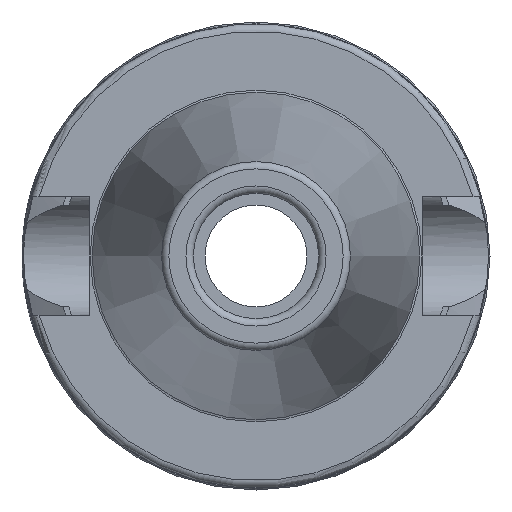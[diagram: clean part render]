
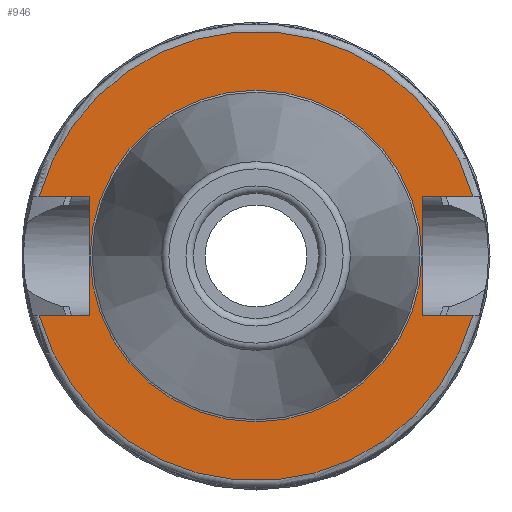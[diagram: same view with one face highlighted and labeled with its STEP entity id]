
A CAD part, left-side view. The second image highlights one B-rep face of the part: STEP entity #946.
In plain terms, the highlighted planar face has unit normal (-1, 0, 0).
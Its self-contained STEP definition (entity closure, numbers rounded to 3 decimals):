
#72=LINE('',#1999,#120);
#76=LINE('',#2007,#124);
#79=LINE('',#2027,#127);
#89=LINE('',#2107,#137);
#92=LINE('',#2128,#140);
#94=LINE('',#2131,#142);
#120=VECTOR('',#1211,10.);
#124=VECTOR('',#1217,10.);
#127=VECTOR('',#1222,10.);
#137=VECTOR('',#1266,10.);
#140=VECTOR('',#1271,10.);
#142=VECTOR('',#1275,10.);
#176=FACE_BOUND('',#314,.T.);
#193=PLANE('',#1085);
#248=FACE_OUTER_BOUND('',#313,.T.);
#313=EDGE_LOOP('',(#873,#874,#875,#876,#877,#878,#879,#880));
#314=EDGE_LOOP('',(#881));
#352=CIRCLE('',#1037,30.5);
#356=CIRCLE('',#1047,30.5);
#377=CIRCLE('',#1084,22.5);
#426=VERTEX_POINT('',#1987);
#427=VERTEX_POINT('',#1998);
#429=VERTEX_POINT('',#2004);
#430=VERTEX_POINT('',#2006);
#441=VERTEX_POINT('',#2067);
#448=VERTEX_POINT('',#2104);
#449=VERTEX_POINT('',#2106);
#453=VERTEX_POINT('',#2127);
#467=VERTEX_POINT('',#2191);
#535=EDGE_CURVE('',#427,#426,#72,.T.);
#539=EDGE_CURVE('',#430,#429,#76,.T.);
#544=EDGE_CURVE('',#429,#427,#79,.T.);
#558=EDGE_CURVE('',#430,#441,#352,.T.);
#568=EDGE_CURVE('',#449,#448,#89,.T.);
#573=EDGE_CURVE('',#453,#441,#92,.T.);
#575=EDGE_CURVE('',#448,#453,#94,.T.);
#578=EDGE_CURVE('',#449,#426,#356,.T.);
#605=EDGE_CURVE('',#467,#467,#377,.T.);
#873=ORIENTED_EDGE('',*,*,#535,.T.);
#874=ORIENTED_EDGE('',*,*,#578,.F.);
#875=ORIENTED_EDGE('',*,*,#568,.T.);
#876=ORIENTED_EDGE('',*,*,#575,.T.);
#877=ORIENTED_EDGE('',*,*,#573,.T.);
#878=ORIENTED_EDGE('',*,*,#558,.F.);
#879=ORIENTED_EDGE('',*,*,#539,.T.);
#880=ORIENTED_EDGE('',*,*,#544,.T.);
#881=ORIENTED_EDGE('',*,*,#605,.T.);
#946=ADVANCED_FACE('',(#248,#176),#193,.T.);
#1037=AXIS2_PLACEMENT_3D('',#2068,#1253,#1254);
#1047=AXIS2_PLACEMENT_3D('',#2136,#1284,#1285);
#1084=AXIS2_PLACEMENT_3D('',#2193,#1364,#1365);
#1085=AXIS2_PLACEMENT_3D('',#2194,#1366,#1367);
#1211=DIRECTION('',(0.,-1.,0.));
#1217=DIRECTION('',(0.,1.,0.));
#1222=DIRECTION('',(0.,0.,1.));
#1253=DIRECTION('center_axis',(1.,0.,0.));
#1254=DIRECTION('ref_axis',(0.,0.,-1.));
#1266=DIRECTION('',(0.,-1.,0.));
#1271=DIRECTION('',(0.,1.,0.));
#1275=DIRECTION('',(0.,0.,-1.));
#1284=DIRECTION('center_axis',(1.,0.,0.));
#1285=DIRECTION('ref_axis',(0.,0.,-1.));
#1364=DIRECTION('center_axis',(1.,0.,0.));
#1365=DIRECTION('ref_axis',(0.,0.,-1.));
#1366=DIRECTION('center_axis',(-1.,0.,0.));
#1367=DIRECTION('ref_axis',(0.,0.,1.));
#1987=CARTESIAN_POINT('',(2.,-29.418,8.05));
#1998=CARTESIAN_POINT('',(2.,-22.6,8.05));
#1999=CARTESIAN_POINT('',(2.,3.95,8.05));
#2004=CARTESIAN_POINT('',(2.,-22.6,-8.05));
#2006=CARTESIAN_POINT('',(2.,-29.418,-8.05));
#2007=CARTESIAN_POINT('',(2.,3.95,-8.05));
#2027=CARTESIAN_POINT('',(2.,-22.6,0.));
#2067=CARTESIAN_POINT('',(2.,29.418,-8.05));
#2068=CARTESIAN_POINT('Origin',(2.,0.,0.));
#2104=CARTESIAN_POINT('',(2.,22.6,8.05));
#2106=CARTESIAN_POINT('',(2.,29.418,8.05));
#2107=CARTESIAN_POINT('',(2.,26.55,8.05));
#2127=CARTESIAN_POINT('',(2.,22.6,-8.05));
#2128=CARTESIAN_POINT('',(2.,26.55,-8.05));
#2131=CARTESIAN_POINT('',(2.,22.6,0.));
#2136=CARTESIAN_POINT('Origin',(2.,0.,0.));
#2191=CARTESIAN_POINT('',(2.,0.,22.5));
#2193=CARTESIAN_POINT('Origin',(2.,0.,0.));
#2194=CARTESIAN_POINT('Origin',(2.,30.5,0.));
